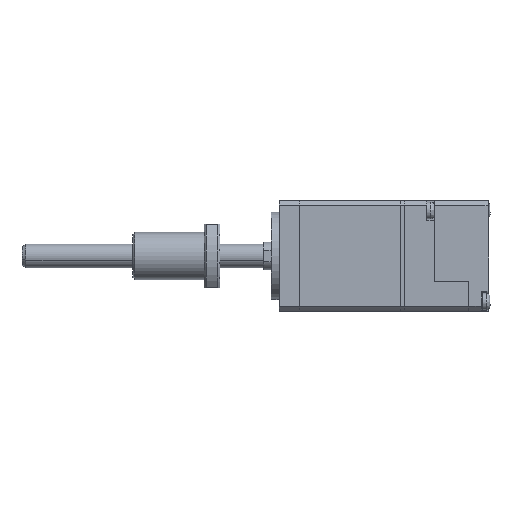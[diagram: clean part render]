
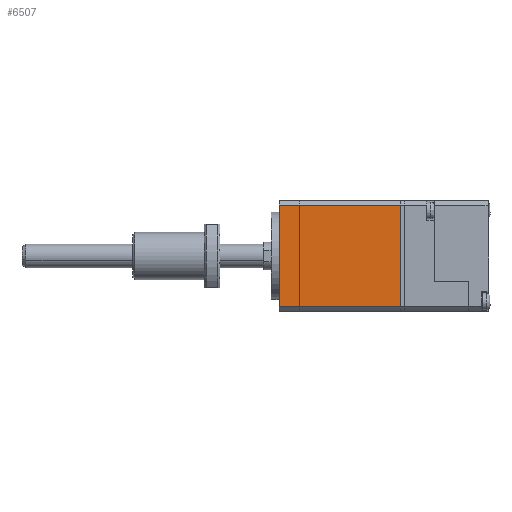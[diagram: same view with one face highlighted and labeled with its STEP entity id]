
A CAD part, left-side view. The second image highlights one B-rep face of the part: STEP entity #6507.
In plain terms, the highlighted planar face has unit normal (-1, 0, 0).
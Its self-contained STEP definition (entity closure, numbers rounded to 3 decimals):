
#138 = DIRECTION ( 'NONE',  ( -1., 0., 0. ) ) ;
#191 = VECTOR ( 'NONE', #2017, 1000. ) ;
#262 = VERTEX_POINT ( 'NONE', #5914 ) ;
#818 = VECTOR ( 'NONE', #3354, 1000. ) ;
#1296 = CARTESIAN_POINT ( 'NONE',  ( -26.711, -31.654, 6.755 ) ) ;
#1664 = DIRECTION ( 'NONE',  ( 0., 0., -1. ) ) ;
#2017 = DIRECTION ( 'NONE',  ( 0., 0., -1. ) ) ;
#2109 = VERTEX_POINT ( 'NONE', #6723 ) ;
#2410 = CARTESIAN_POINT ( 'NONE',  ( -26.711, -31.654, 32.445 ) ) ;
#2421 = PLANE ( 'NONE',  #4126 ) ;
#2627 = ORIENTED_EDGE ( 'NONE', *, *, #7143, .F. ) ;
#2675 = EDGE_CURVE ( 'NONE', #262, #3352, #7889, .T. ) ;
#2743 = CARTESIAN_POINT ( 'NONE',  ( -26.711, -0.974, 6.755 ) ) ;
#3162 = DIRECTION ( 'NONE',  ( 0., 0., -1. ) ) ;
#3352 = VERTEX_POINT ( 'NONE', #1296 ) ;
#3354 = DIRECTION ( 'NONE',  ( 0., -1., 0. ) ) ;
#3636 = VECTOR ( 'NONE', #4217, 1000. ) ;
#4126 = AXIS2_PLACEMENT_3D ( 'NONE', #4551, #138, #1664 ) ;
#4217 = DIRECTION ( 'NONE',  ( 0., -1., 0. ) ) ;
#4340 = ORIENTED_EDGE ( 'NONE', *, *, #2675, .T. ) ;
#4551 = CARTESIAN_POINT ( 'NONE',  ( -26.711, -0.974, 32.445 ) ) ;
#5115 = EDGE_CURVE ( 'NONE', #2109, #5329, #9435, .T. ) ;
#5329 = VERTEX_POINT ( 'NONE', #8603 ) ;
#5522 = LINE ( 'NONE', #2410, #7759 ) ;
#5914 = CARTESIAN_POINT ( 'NONE',  ( -26.711, -0.974, 6.755 ) ) ;
#6109 = ORIENTED_EDGE ( 'NONE', *, *, #8587, .T. ) ;
#6155 = CARTESIAN_POINT ( 'NONE',  ( -26.711, -0.974, 32.445 ) ) ;
#6507 = ADVANCED_FACE ( 'NONE', ( #7174 ), #2421, .T. ) ;
#6528 = CARTESIAN_POINT ( 'NONE',  ( -26.711, -0.974, 32.445 ) ) ;
#6587 = ORIENTED_EDGE ( 'NONE', *, *, #5115, .F. ) ;
#6723 = CARTESIAN_POINT ( 'NONE',  ( -26.711, -0.974, 32.445 ) ) ;
#7143 = EDGE_CURVE ( 'NONE', #5329, #3352, #5522, .T. ) ;
#7174 = FACE_OUTER_BOUND ( 'NONE', #8269, .T. ) ;
#7759 = VECTOR ( 'NONE', #3162, 1000. ) ;
#7843 = LINE ( 'NONE', #6528, #191 ) ;
#7889 = LINE ( 'NONE', #2743, #3636 ) ;
#8269 = EDGE_LOOP ( 'NONE', ( #2627, #6587, #6109, #4340 ) ) ;
#8587 = EDGE_CURVE ( 'NONE', #2109, #262, #7843, .T. ) ;
#8603 = CARTESIAN_POINT ( 'NONE',  ( -26.711, -31.654, 32.445 ) ) ;
#9435 = LINE ( 'NONE', #6155, #818 ) ;
